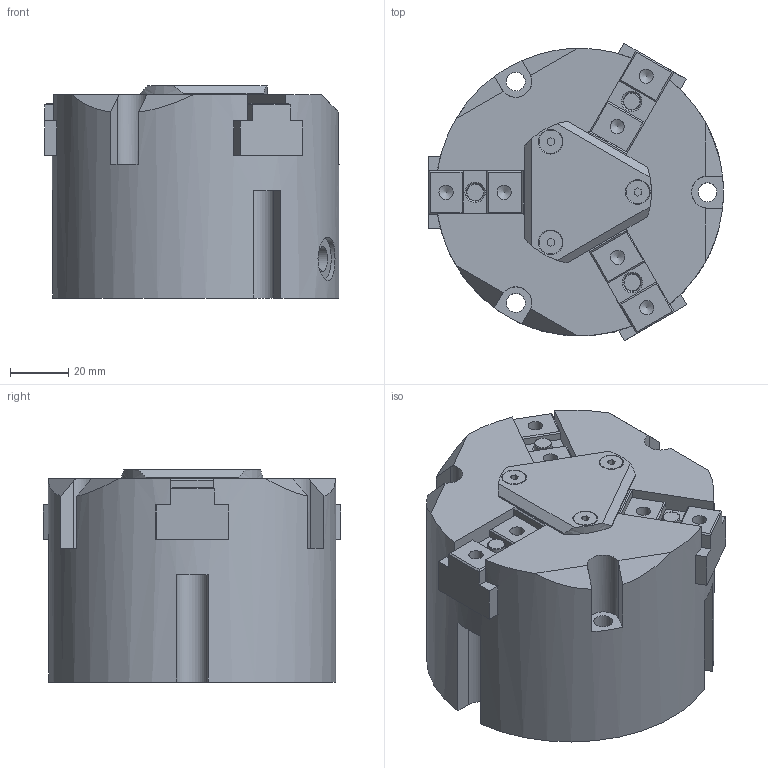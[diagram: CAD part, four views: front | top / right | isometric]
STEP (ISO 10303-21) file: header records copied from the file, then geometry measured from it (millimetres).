
FILE_DESCRIPTION(/* description */ (''),/* implementation_level */ '2;1');
FILE_NAME(/* name */ 'MAS-G3-100-SV-C1.2.stp',/* time_stamp */ '2018-02-01T14:13:08+01:00',/* author */ ('Tecnico'),/* organization */ (''),/* preprocessor_version */ 'ST-DEVELOPER v16.13',/* originating_system */ 'Autodesk Inventor 2018',/* authorisation */ '');
FILE_SCHEMA (('AUTOMOTIVE_DESIGN { 1 0 10303 214 3 1 1 }'));
Length unit declared in the file: millimetre
Products named in the file (6): MAS-G3-100-SV-C1.2; MAS-G3-100-CORPO; MAS-G3-100-GRIFFA; MAS-G3-100-COPERCHIO; DIN 7991 - M4x8; MAS-G3-100-SPINA 6X9
Assembly tree (11 placements, depth 2):
  MAS-G3-100-SV-C1.2
    MAS-G3-100-CORPO
    MAS-G3-100-GRIFFA  x3
    MAS-G3-100-COPERCHIO
    DIN 7991 - M4x8  x3
    MAS-G3-100-SPINA 6X9  x3
Bounding box: 101.47 x 102.47 x 73 mm (x, y, z)
Volume: 505065.3 mm3; surface area: 72456.8 mm2
Topology: 11 solids, 11 shells, 292 faces, 741 edges, 479 vertices
Faces by surface type: plane 201, cylinder 54, cone 28, torus 9
Full cylindrical faces by diameter (mm): 3.242 x3, 4 x3, 4.134 x2, 4.5 x3, 4.917 x6, 6 x8, 6.5 x3, 8 x3, 8.5 x3, 8.566 x2, 9.1 x3, 15 x2, 99 x1
Entity records: 5185 total; most frequent: CARTESIAN_POINT 960, DIRECTION 869, ORIENTED_EDGE 742, EDGE_CURVE 371, AXIS2_PLACEMENT_3D 319, VERTEX_POINT 268, EDGE_LOOP 245, LINE 231
